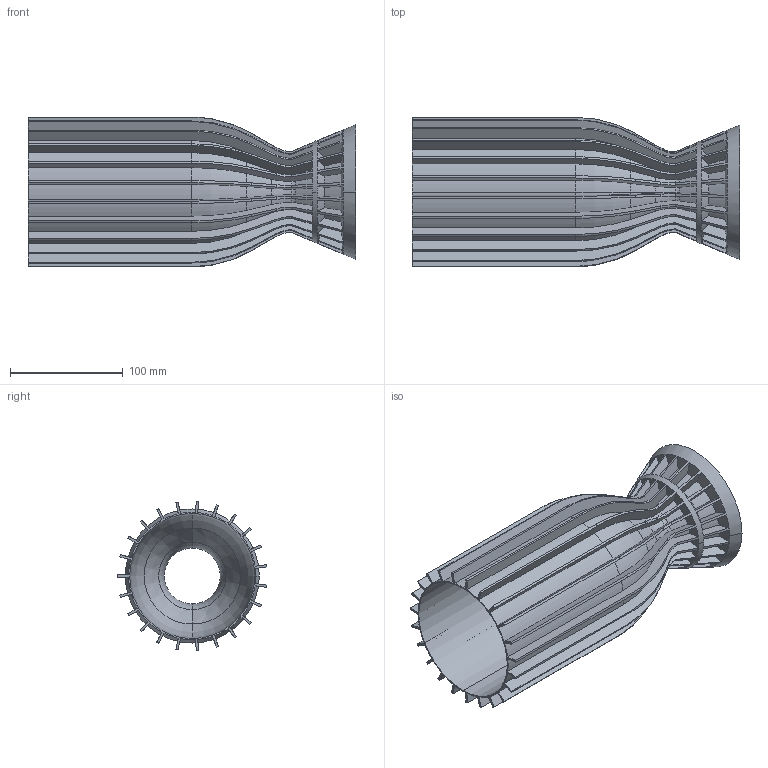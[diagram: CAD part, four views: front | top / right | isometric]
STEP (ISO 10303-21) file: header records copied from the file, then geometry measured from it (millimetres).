
FILE_DESCRIPTION (( 'STEP AP214' ), '1' );
FILE_NAME ('Chamber - Inner.STEP', '2021-11-16T23:58:05', ( '' ), ( '' ), 'SwSTEP 2.0', 'SolidWorks 2021', '' );
FILE_SCHEMA (( 'AUTOMOTIVE_DESIGN' ));
Length unit declared in the file: millimetre
Products named in the file (1): Chamber - Inner
Bounding box: 290.49 x 132.51 x 132.81 mm (x, y, z)
Volume: 282375.2 mm3; surface area: 321961.6 mm2
Topology: 1 solids, 1 shells, 438 faces, 1230 edges, 816 vertices
Faces by surface type: torus 125, plane 117, cone 97, bspline 50, cylinder 49
Entity records: 17257 total; most frequent: CARTESIAN_POINT 6877, ORIENTED_EDGE 2460, DIRECTION 1840, EDGE_CURVE 1230, AXIS2_PLACEMENT_3D 824, VERTEX_POINT 816, B_SPLINE_CURVE_WITH_KNOTS 603, EDGE_LOOP 462
